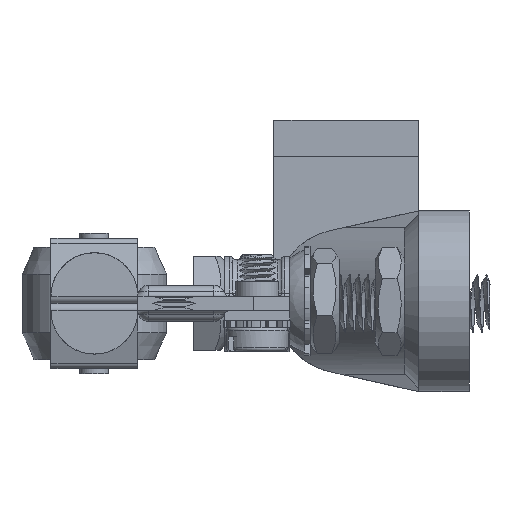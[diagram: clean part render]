
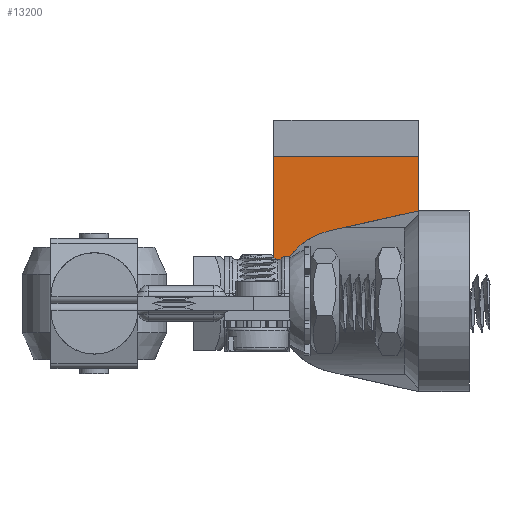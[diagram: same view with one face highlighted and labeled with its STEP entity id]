
A CAD part, left-side view. The second image highlights one B-rep face of the part: STEP entity #13200.
In plain terms, the highlighted planar face has unit normal (-1, 0, 0).
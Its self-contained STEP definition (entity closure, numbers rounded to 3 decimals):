
#480=PLANE('',#13984);
#868=CIRCLE('',#13983,10.);
#1554=FACE_OUTER_BOUND('',#2322,.T.);
#2322=EDGE_LOOP('',(#8374,#8375,#8376,#8377));
#3273=LINE('',#19413,#4229);
#3274=LINE('',#19415,#4230);
#3275=LINE('',#19416,#4231);
#4229=VECTOR('',#15483,10.);
#4230=VECTOR('',#15484,10.);
#4231=VECTOR('',#15485,10.);
#5241=VERTEX_POINT('',#19406);
#5242=VERTEX_POINT('',#19408);
#5243=VERTEX_POINT('',#19412);
#5244=VERTEX_POINT('',#19414);
#6495=EDGE_CURVE('',#5242,#5241,#868,.T.);
#6497=EDGE_CURVE('',#5241,#5243,#3273,.T.);
#6498=EDGE_CURVE('',#5244,#5243,#3274,.T.);
#6499=EDGE_CURVE('',#5242,#5244,#3275,.T.);
#8374=ORIENTED_EDGE('',*,*,#6495,.T.);
#8375=ORIENTED_EDGE('',*,*,#6497,.T.);
#8376=ORIENTED_EDGE('',*,*,#6498,.F.);
#8377=ORIENTED_EDGE('',*,*,#6499,.F.);
#13200=ADVANCED_FACE('',(#1554),#480,.T.);
#13983=AXIS2_PLACEMENT_3D('',#19409,#15478,#15479);
#13984=AXIS2_PLACEMENT_3D('',#19411,#15481,#15482);
#15478=DIRECTION('center_axis',(-1.,0.,0.));
#15479=DIRECTION('ref_axis',(0.,1.,0.));
#15481=DIRECTION('center_axis',(-1.,0.,0.));
#15482=DIRECTION('ref_axis',(0.,1.,0.));
#15483=DIRECTION('',(0.,0.,1.));
#15484=DIRECTION('',(0.,-1.,0.));
#15485=DIRECTION('',(0.,0.,1.));
#19406=CARTESIAN_POINT('',(85.,-50.8,1.3));
#19408=CARTESIAN_POINT('',(85.,-30.8,1.3));
#19409=CARTESIAN_POINT('Origin',(85.,-40.8,1.3));
#19411=CARTESIAN_POINT('Origin',(85.,-30.8,-8.7));
#19412=CARTESIAN_POINT('',(85.,-50.8,21.3));
#19413=CARTESIAN_POINT('',(85.,-50.8,-8.7));
#19414=CARTESIAN_POINT('',(85.,-30.8,21.3));
#19415=CARTESIAN_POINT('',(85.,-30.8,21.3));
#19416=CARTESIAN_POINT('',(85.,-30.8,-8.7));
